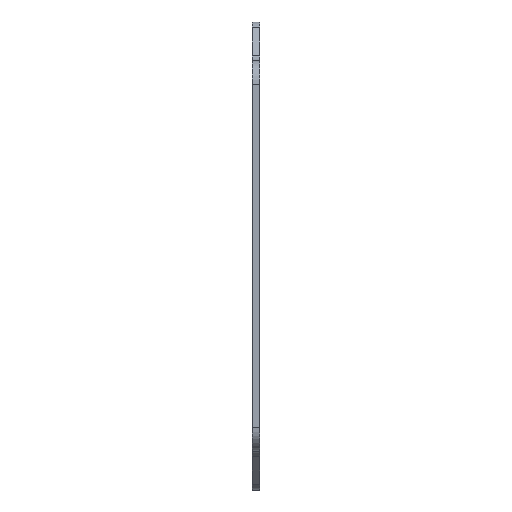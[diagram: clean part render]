
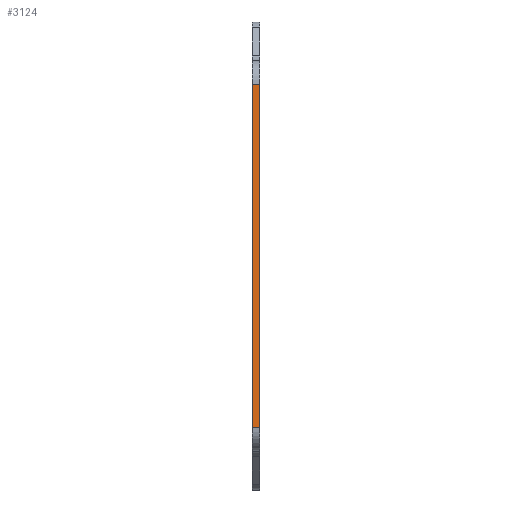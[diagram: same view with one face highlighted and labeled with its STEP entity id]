
A CAD part, left-side view. The second image highlights one B-rep face of the part: STEP entity #3124.
In plain terms, the highlighted planar face has unit normal (-1, 0, 0).
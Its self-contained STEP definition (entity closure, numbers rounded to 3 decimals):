
#350=FACE_OUTER_BOUND('',#536,.T.);
#536=EDGE_LOOP('',(#2395,#2396,#2397,#2398));
#756=LINE('',#4763,#1065);
#758=LINE('',#4769,#1067);
#817=LINE('',#4995,#1126);
#818=LINE('',#4996,#1127);
#1065=VECTOR('',#3831,10.);
#1067=VECTOR('',#3837,10.);
#1126=VECTOR('',#4006,10.);
#1127=VECTOR('',#4007,10.);
#1380=VERTEX_POINT('',#4760);
#1381=VERTEX_POINT('',#4762);
#1383=VERTEX_POINT('',#4768);
#1495=VERTEX_POINT('',#4994);
#1731=EDGE_CURVE('',#1380,#1381,#756,.T.);
#1734=EDGE_CURVE('',#1383,#1381,#758,.T.);
#1847=EDGE_CURVE('',#1495,#1380,#817,.T.);
#1848=EDGE_CURVE('',#1383,#1495,#818,.T.);
#2395=ORIENTED_EDGE('',*,*,#1731,.F.);
#2396=ORIENTED_EDGE('',*,*,#1847,.F.);
#2397=ORIENTED_EDGE('',*,*,#1848,.F.);
#2398=ORIENTED_EDGE('',*,*,#1734,.T.);
#3021=PLANE('',#3406);
#3124=ADVANCED_FACE('',(#350),#3021,.T.);
#3406=AXIS2_PLACEMENT_3D('',#4993,#4004,#4005);
#3831=DIRECTION('',(0.,-1.,0.));
#3837=DIRECTION('',(0.,0.,1.));
#4004=DIRECTION('center_axis',(-1.,0.,0.));
#4005=DIRECTION('ref_axis',(0.,0.,1.));
#4006=DIRECTION('',(0.,0.,1.));
#4007=DIRECTION('',(0.,1.,0.));
#4760=CARTESIAN_POINT('',(-122.5,2.,44.));
#4762=CARTESIAN_POINT('',(-122.5,0.,44.));
#4763=CARTESIAN_POINT('',(-122.5,0.,44.));
#4768=CARTESIAN_POINT('',(-122.5,0.,-44.));
#4769=CARTESIAN_POINT('',(-122.5,0.,-50.));
#4993=CARTESIAN_POINT('Origin',(-122.5,0.,-50.));
#4994=CARTESIAN_POINT('',(-122.5,2.,-44.));
#4995=CARTESIAN_POINT('',(-122.5,2.,-50.));
#4996=CARTESIAN_POINT('',(-122.5,0.,-44.));
